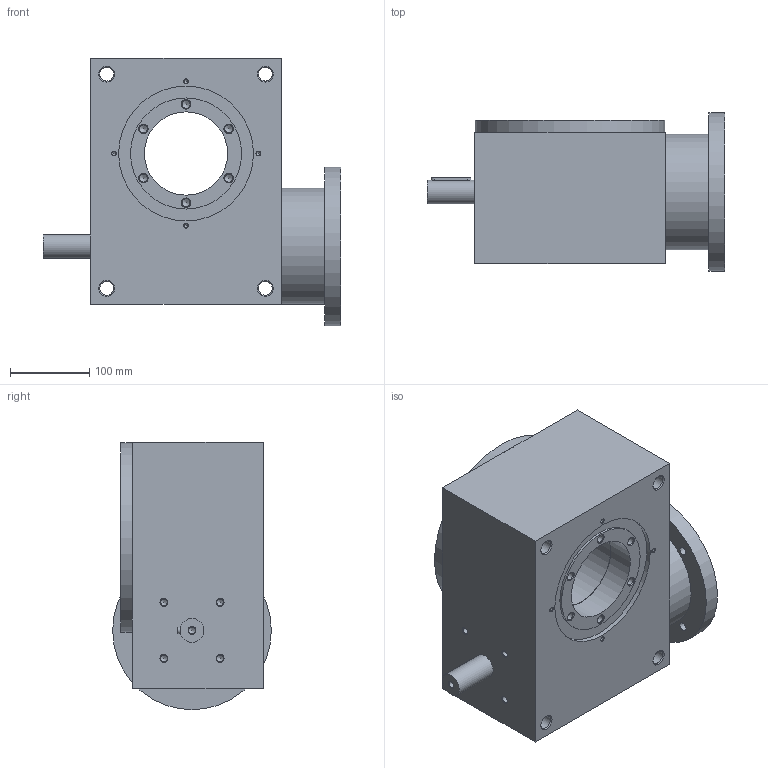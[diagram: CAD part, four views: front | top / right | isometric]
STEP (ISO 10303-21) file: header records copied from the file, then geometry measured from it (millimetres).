
FILE_DESCRIPTION( ( 'STEP AP214' ), '1' );
FILE_NAME( 'K117_MBD_132_B14_R.1_5_C.1_-_-_-_-_-_-_-_-.stp', '2018-08-31T12:40:53', ( '' ), ( '' ), ' ', 'PARTsolutions', ' ' );
FILE_SCHEMA( ( 'AUTOMOTIVE_DESIGN { 1 0 10303 214 1 1 1 1 }' ) );
Length unit declared in the file: millimetre
Products named in the file (4): K117_MBD_132/B14_R.1/5_C.1_-_-_-_-_-_-_-_-; _117_41-case; _117_12-fl; _117-shaft
Assembly tree (3 placements, depth 2):
  K117_MBD_132/B14_R.1/5_C.1_-_-_-_-_-_-_-_-
    _117_41-case
    _117_12-fl
    _117-shaft
Bounding box: 375 x 200 x 337 mm (x, y, z)
Volume: 12471521.4 mm3; surface area: 583685.2 mm2
Topology: 3 solids, 3 shells, 289 faces, 701 edges, 454 vertices
Faces by surface type: plane 148, cylinder 87, cone 54
Full cylindrical faces by diameter (mm): 4.917 x8, 8.376 x5, 10.106 x12, 11 x4, 17.294 x4, 17.5 x4, 21 x6, 30 x2, 55 x1, 105 x2, 106 x1, 130 x1, 140 x2, 146 x1, 170 x2, 200 x1, 239 x1
Entity records: 10090 total; most frequent: CARTESIAN_POINT 1346, DIRECTION 1336, ORIENTED_EDGE 1102, EDGE_CURVE 551, AXIS2_PLACEMENT_3D 494, EDGE_LOOP 456, VERTEX_POINT 440, LINE 348
